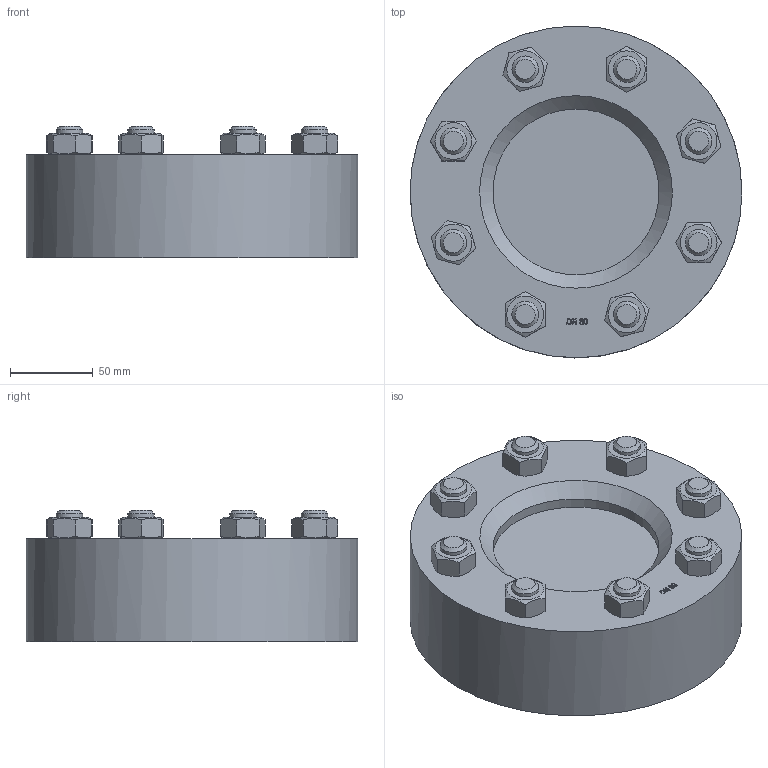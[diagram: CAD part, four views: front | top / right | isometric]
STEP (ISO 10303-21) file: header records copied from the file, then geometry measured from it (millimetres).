
FILE_DESCRIPTION(('HOOPS Exchange Step'),'2;1');
FILE_NAME('BS02_DN80.stp','2025-05-26T11:31:27+02:00',('nieru'),('Unknown organisation'),'HOOPS Exchange 2024.2','HOOPS Exchange','Unknown authorisation');
FILE_SCHEMA( ('AP203_CONFIGURATION_CONTROLLED_3D_DESIGN_OF_MECHANICAL_PARTS_AND_ASSEMBLIES_MIM_LF') );
Length unit declared in the file: millimetre
Products named in the file (1): root
Bounding box: 200 x 199.99 x 79.23 mm (x, y, z)
Volume: 1662122.9 mm3; surface area: 120740.9 mm2
Topology: 1 solids, 1 shells, 170 faces, 432 edges, 290 vertices
Faces by surface type: plane 94, bspline 39, cone 26, cylinder 11
Full cylindrical faces by diameter (mm): 16 x8, 100 x2, 200 x1
Entity records: 20557 total; most frequent: CARTESIAN_POINT 17057, ORIENTED_EDGE 864, DIRECTION 439, EDGE_CURVE 432, VERTEX_POINT 290, EDGE_LOOP 196, FACE_BOUND 196, B_SPLINE_CURVE_WITH_KNOTS 177
